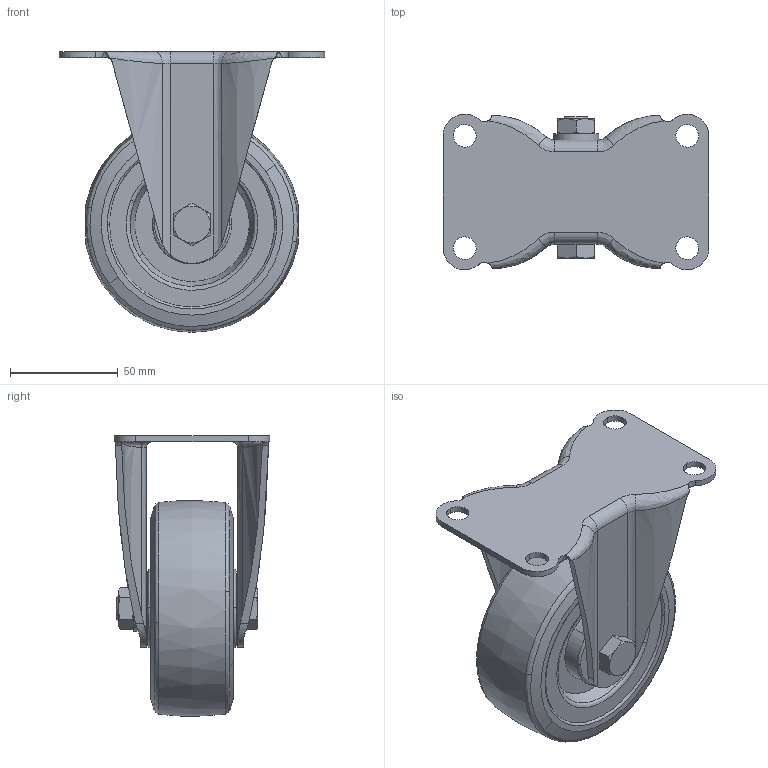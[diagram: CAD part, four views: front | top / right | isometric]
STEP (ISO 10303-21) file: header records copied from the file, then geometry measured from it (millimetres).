
FILE_DESCRIPTION((''),'2;1');
FILE_NAME('','2009-03-19T15:15:47',(''),(''),'','CADfix','');
FILE_SCHEMA(('AUTOMOTIVE_DESIGN { 1 0 10303 214 1 1 1 1 }'));
Length unit declared in the file: millimetre
Bounding box: 123 x 72 x 129.99 mm (x, y, z)
Volume: 319222.5 mm3; surface area: 71002.2 mm2
Topology: 3 solids, 3 shells, 174 faces, 522 edges, 362 vertices
Faces by surface type: bspline 174
Entity records: 8296 total; most frequent: CARTESIAN_POINT 5496, ORIENTED_EDGE 1036, EDGE_CURVE 518, VERTEX_POINT 362, EDGE_LOOP 200, FACE_OUTER_BOUND 174, ADVANCED_FACE 174, B_SPLINE_CURVE_WITH_KNOTS 112
